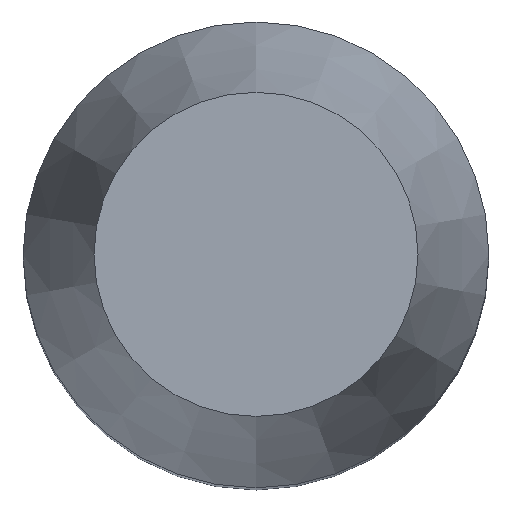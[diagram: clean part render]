
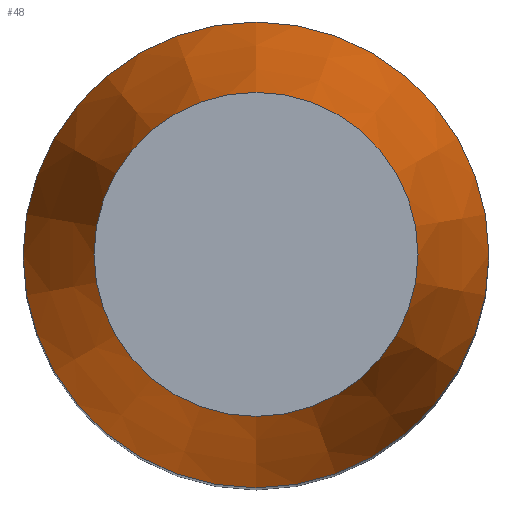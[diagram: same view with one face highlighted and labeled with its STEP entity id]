
A CAD part, top view. The second image highlights one B-rep face of the part: STEP entity #48.
In plain terms, the highlighted conical face has half-angle 12.339 degrees and reference radius 15.478 mm.
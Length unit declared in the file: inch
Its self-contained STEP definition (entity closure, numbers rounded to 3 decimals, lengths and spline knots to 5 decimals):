
#15=CONICAL_SURFACE('',#62,0.60938,12.339);
#17=FACE_BOUND('',#27,.T.);
#21=FACE_OUTER_BOUND('',#26,.T.);
#26=EDGE_LOOP('',(#41));
#27=EDGE_LOOP('',(#42));
#30=CIRCLE('',#61,0.71875);
#31=CIRCLE('',#63,0.5);
#33=VERTEX_POINT('',#86);
#34=VERTEX_POINT('',#89);
#36=EDGE_CURVE('',#33,#33,#30,.T.);
#37=EDGE_CURVE('',#34,#34,#31,.T.);
#41=ORIENTED_EDGE('',*,*,#36,.F.);
#42=ORIENTED_EDGE('',*,*,#37,.T.);
#48=ADVANCED_FACE('',(#21,#17),#15,.T.);
#61=AXIS2_PLACEMENT_3D('',#87,#73,#74);
#62=AXIS2_PLACEMENT_3D('',#88,#75,#76);
#63=AXIS2_PLACEMENT_3D('',#90,#77,#78);
#73=DIRECTION('center_axis',(0.,0.,-1.));
#74=DIRECTION('ref_axis',(0.,1.,0.));
#75=DIRECTION('center_axis',(0.,0.,-1.));
#76=DIRECTION('ref_axis',(0.,-1.,0.));
#77=DIRECTION('center_axis',(0.,0.,-1.));
#78=DIRECTION('ref_axis',(0.,1.,0.));
#86=CARTESIAN_POINT('',(0.,-0.71875,-1.));
#87=CARTESIAN_POINT('Origin',(0.,0.,-1.));
#88=CARTESIAN_POINT('Origin',(0.,0.,-0.5));
#89=CARTESIAN_POINT('',(0.,-0.5,0.));
#90=CARTESIAN_POINT('Origin',(0.,0.,0.));
